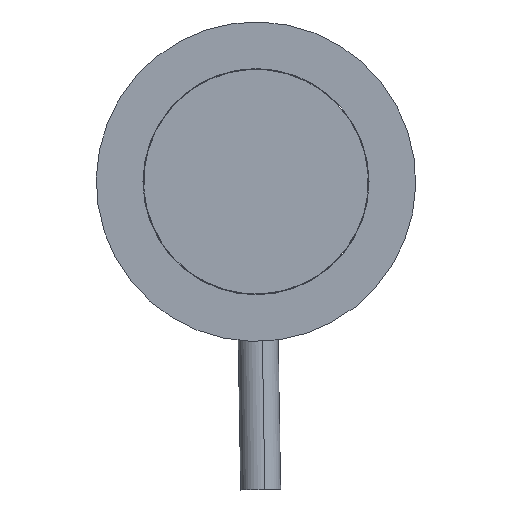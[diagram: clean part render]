
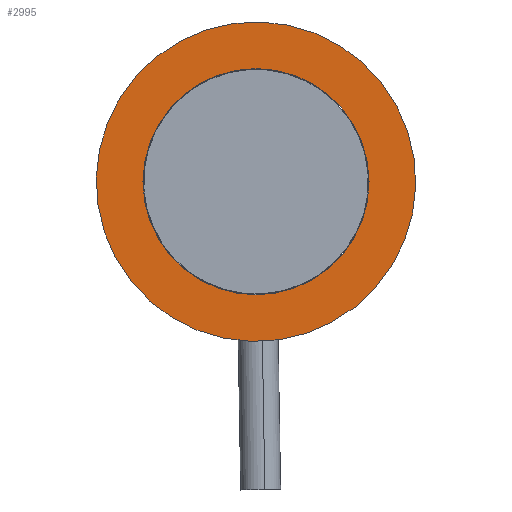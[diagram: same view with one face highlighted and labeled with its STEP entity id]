
A CAD part, front view. The second image highlights one B-rep face of the part: STEP entity #2995.
In plain terms, the highlighted planar face has unit normal (0, -1, 0).
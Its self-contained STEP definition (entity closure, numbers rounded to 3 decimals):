
#7 = CARTESIAN_POINT ( 'NONE',  ( -4.633, 73.8, 31.663 ) ) ;
#83 = ORIENTED_EDGE ( 'NONE', *, *, #1605, .F. ) ;
#165 = EDGE_LOOP ( 'NONE', ( #4889, #83 ) ) ;
#343 = CIRCLE ( 'NONE', #2133, 32. ) ;
#366 = VERTEX_POINT ( 'NONE', #2925 ) ;
#479 = DIRECTION ( 'NONE',  ( 0., 1., 0. ) ) ;
#522 = EDGE_CURVE ( 'NONE', #3204, #366, #2535, .T. ) ;
#535 = PLANE ( 'NONE',  #5070 ) ;
#560 = AXIS2_PLACEMENT_3D ( 'NONE', #750, #3747, #1279 ) ;
#704 = ORIENTED_EDGE ( 'NONE', *, *, #522, .T. ) ;
#744 = CARTESIAN_POINT ( 'NONE',  ( 0., 73.8, -22.65 ) ) ;
#750 = CARTESIAN_POINT ( 'NONE',  ( 0., 73.8, 0. ) ) ;
#923 = DIRECTION ( 'NONE',  ( 0., 1., 0. ) ) ;
#999 = CIRCLE ( 'NONE', #560, 22.65 ) ;
#1164 = CARTESIAN_POINT ( 'NONE',  ( 0., 73.8, 0. ) ) ;
#1279 = DIRECTION ( 'NONE',  ( -0.145, 0., 0.989 ) ) ;
#1605 = EDGE_CURVE ( 'NONE', #2239, #5083, #343, .T. ) ;
#2065 = DIRECTION ( 'NONE',  ( 0., 1., 0. ) ) ;
#2133 = AXIS2_PLACEMENT_3D ( 'NONE', #3373, #2065, #5417 ) ;
#2171 = DIRECTION ( 'NONE',  ( -0.145, 0., 0.989 ) ) ;
#2239 = VERTEX_POINT ( 'NONE', #5114 ) ;
#2535 = CIRCLE ( 'NONE', #5282, 22.65 ) ;
#2562 = EDGE_CURVE ( 'NONE', #5083, #2239, #3174, .T. ) ;
#2867 = DIRECTION ( 'NONE',  ( 0., 1., 0. ) ) ;
#2889 = EDGE_CURVE ( 'NONE', #366, #3204, #999, .T. ) ;
#2925 = CARTESIAN_POINT ( 'NONE',  ( 0., 73.8, 22.65 ) ) ;
#2995 = ADVANCED_FACE ( 'NONE', ( #3446, #3030 ), #535, .F. ) ;
#3030 = FACE_BOUND ( 'NONE', #3221, .T. ) ;
#3174 = CIRCLE ( 'NONE', #4932, 32. ) ;
#3204 = VERTEX_POINT ( 'NONE', #744 ) ;
#3221 = EDGE_LOOP ( 'NONE', ( #5280, #704 ) ) ;
#3373 = CARTESIAN_POINT ( 'NONE',  ( 0., 73.8, 0. ) ) ;
#3446 = FACE_OUTER_BOUND ( 'NONE', #165, .T. ) ;
#3503 = CARTESIAN_POINT ( 'NONE',  ( 4.633, 73.8, -31.663 ) ) ;
#3747 = DIRECTION ( 'NONE',  ( 0., 1., 0. ) ) ;
#3915 = DIRECTION ( 'NONE',  ( -0.145, 0., 0.989 ) ) ;
#3969 = CARTESIAN_POINT ( 'NONE',  ( 0., 73.8, 0. ) ) ;
#4125 = DIRECTION ( 'NONE',  ( -0.145, 0., 0.989 ) ) ;
#4889 = ORIENTED_EDGE ( 'NONE', *, *, #2562, .F. ) ;
#4932 = AXIS2_PLACEMENT_3D ( 'NONE', #3969, #923, #3915 ) ;
#5070 = AXIS2_PLACEMENT_3D ( 'NONE', #3503, #479, #2171 ) ;
#5083 = VERTEX_POINT ( 'NONE', #7 ) ;
#5114 = CARTESIAN_POINT ( 'NONE',  ( 4.633, 73.8, -31.663 ) ) ;
#5280 = ORIENTED_EDGE ( 'NONE', *, *, #2889, .T. ) ;
#5282 = AXIS2_PLACEMENT_3D ( 'NONE', #1164, #2867, #4125 ) ;
#5417 = DIRECTION ( 'NONE',  ( -0.145, 0., 0.989 ) ) ;
